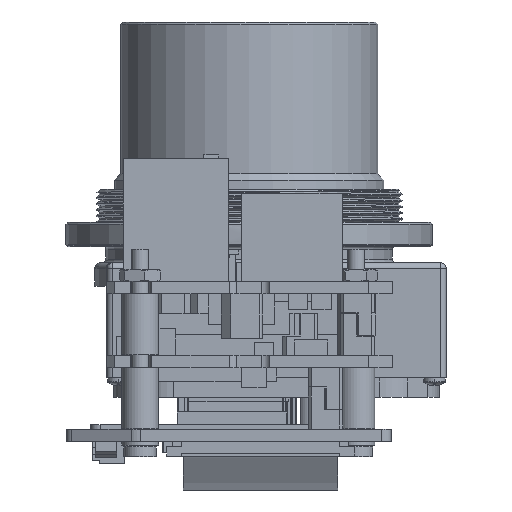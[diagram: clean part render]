
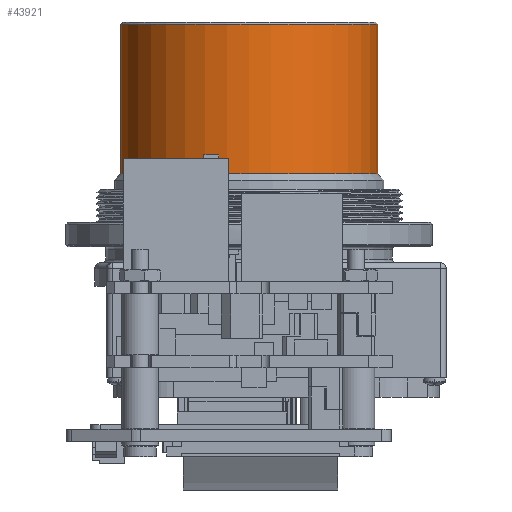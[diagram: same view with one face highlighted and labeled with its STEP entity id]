
A CAD part, left-side view. The second image highlights one B-rep face of the part: STEP entity #43921.
In plain terms, the highlighted cylindrical face has radius 16.66 mm (diameter 33.32 mm), a partial arc.
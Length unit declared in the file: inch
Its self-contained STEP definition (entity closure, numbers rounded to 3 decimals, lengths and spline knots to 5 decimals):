
#1358 = CARTESIAN_POINT ( 'NONE',  ( 0.71792, 0.61945, 1.77609 ) ) ;
#4213 = ORIENTED_EDGE ( 'NONE', *, *, #69089, .T. ) ;
#5604 = VERTEX_POINT ( 'NONE', #9974 ) ;
#6087 = EDGE_CURVE ( 'NONE', #52879, #5604, #48572, .T. ) ;
#7247 = LINE ( 'NONE', #72234, #54123 ) ;
#8377 = AXIS2_PLACEMENT_3D ( 'NONE', #44033, #69892, #36378 ) ;
#9274 = ORIENTED_EDGE ( 'NONE', *, *, #79236, .F. ) ;
#9974 = CARTESIAN_POINT ( 'NONE',  ( 0.71792, 1.93126, 1.77609 ) ) ;
#12176 = EDGE_CURVE ( 'NONE', #58074, #56416, #42304, .T. ) ;
#21904 = CARTESIAN_POINT ( 'NONE',  ( 0.71792, 0.61945, 2.53909 ) ) ;
#22551 = ORIENTED_EDGE ( 'NONE', *, *, #6087, .F. ) ;
#24131 = AXIS2_PLACEMENT_3D ( 'NONE', #49576, #44064, #32162 ) ;
#27203 = CARTESIAN_POINT ( 'NONE',  ( 0.71792, 0.61945, 1.77609 ) ) ;
#32162 = DIRECTION ( 'NONE',  ( 0., -1., 0. ) ) ;
#35846 = CARTESIAN_POINT ( 'NONE',  ( 0.71792, 1.27536, 1.35208 ) ) ;
#36268 = DIRECTION ( 'NONE',  ( 0., -1., 0. ) ) ;
#36378 = DIRECTION ( 'NONE',  ( 0., -1., 0. ) ) ;
#42304 = CIRCLE ( 'NONE', #8377, 0.65591 ) ;
#43921 = ADVANCED_FACE ( 'NONE', ( #49859 ), #68094, .T. ) ;
#43961 = VECTOR ( 'NONE', #53124, 39.37008 ) ;
#44033 = CARTESIAN_POINT ( 'NONE',  ( 0.71792, 1.27536, 2.53909 ) ) ;
#44064 = DIRECTION ( 'NONE',  ( 0., 0., -1. ) ) ;
#45908 = LINE ( 'NONE', #27203, #43961 ) ;
#48572 = CIRCLE ( 'NONE', #24131, 0.65591 ) ;
#49165 = ORIENTED_EDGE ( 'NONE', *, *, #12176, .T. ) ;
#49576 = CARTESIAN_POINT ( 'NONE',  ( 0.71792, 1.27536, 1.77609 ) ) ;
#49859 = FACE_OUTER_BOUND ( 'NONE', #66656, .T. ) ;
#52879 = VERTEX_POINT ( 'NONE', #1358 ) ;
#53124 = DIRECTION ( 'NONE',  ( 0., 0., 1. ) ) ;
#54123 = VECTOR ( 'NONE', #77389, 39.37008 ) ;
#56416 = VERTEX_POINT ( 'NONE', #69885 ) ;
#58074 = VERTEX_POINT ( 'NONE', #21904 ) ;
#66656 = EDGE_LOOP ( 'NONE', ( #49165, #9274, #22551, #4213 ) ) ;
#68094 = CYLINDRICAL_SURFACE ( 'NONE', #74598, 0.65591 ) ;
#69089 = EDGE_CURVE ( 'NONE', #52879, #58074, #45908, .T. ) ;
#69885 = CARTESIAN_POINT ( 'NONE',  ( 0.71792, 1.93126, 2.53909 ) ) ;
#69892 = DIRECTION ( 'NONE',  ( 0., 0., -1. ) ) ;
#72234 = CARTESIAN_POINT ( 'NONE',  ( 0.71792, 1.93126, 1.77609 ) ) ;
#74598 = AXIS2_PLACEMENT_3D ( 'NONE', #35846, #74921, #36268 ) ;
#74921 = DIRECTION ( 'NONE',  ( 0., 0., 1. ) ) ;
#77389 = DIRECTION ( 'NONE',  ( 0., 0., 1. ) ) ;
#79236 = EDGE_CURVE ( 'NONE', #5604, #56416, #7247, .T. ) ;
